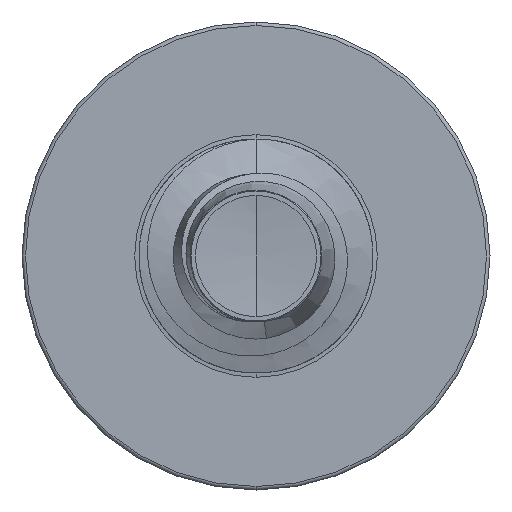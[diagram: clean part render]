
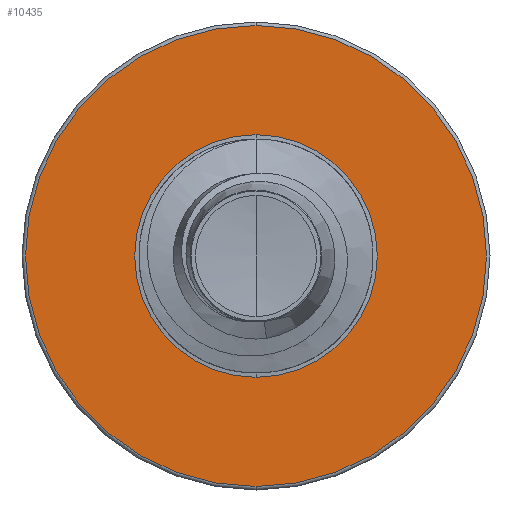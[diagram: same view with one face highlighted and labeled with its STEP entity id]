
A CAD part, front view. The second image highlights one B-rep face of the part: STEP entity #10435.
In plain terms, the highlighted planar face has unit normal (0, -1, 0).
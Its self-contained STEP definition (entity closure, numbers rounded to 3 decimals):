
#39 = EDGE_CURVE ( 'NONE', #1903, #5922, #4598, .T. ) ;
#84 = DIRECTION ( 'NONE',  ( 0., 0., 1. ) ) ;
#254 = CARTESIAN_POINT ( 'NONE',  ( 0., 10., 2.463 ) ) ;
#289 = VERTEX_POINT ( 'NONE', #4744 ) ;
#410 = EDGE_CURVE ( 'NONE', #289, #9250, #5277, .T. ) ;
#459 = DIRECTION ( 'NONE',  ( 0., 1., 0. ) ) ;
#523 = DIRECTION ( 'NONE',  ( 0., 0., 1. ) ) ;
#528 = CARTESIAN_POINT ( 'NONE',  ( 0., 10., 0. ) ) ;
#535 = ORIENTED_EDGE ( 'NONE', *, *, #1206, .F. ) ;
#641 = DIRECTION ( 'NONE',  ( 0., 1., 0. ) ) ;
#656 = DIRECTION ( 'NONE',  ( 0., 0., 1. ) ) ;
#1056 = ORIENTED_EDGE ( 'NONE', *, *, #410, .T. ) ;
#1206 = EDGE_CURVE ( 'NONE', #5922, #1903, #12985, .T. ) ;
#1208 = CIRCLE ( 'NONE', #14965, 1.296 ) ;
#1348 = EDGE_LOOP ( 'NONE', ( #2222, #1056 ) ) ;
#1390 = ORIENTED_EDGE ( 'NONE', *, *, #39, .F. ) ;
#1420 = CARTESIAN_POINT ( 'NONE',  ( 0., 10., 0. ) ) ;
#1470 = AXIS2_PLACEMENT_3D ( 'NONE', #1420, #3248, #6405 ) ;
#1903 = VERTEX_POINT ( 'NONE', #254 ) ;
#2041 = AXIS2_PLACEMENT_3D ( 'NONE', #528, #459, #523 ) ;
#2063 = CARTESIAN_POINT ( 'NONE',  ( 0., 10., 1.296 ) ) ;
#2222 = ORIENTED_EDGE ( 'NONE', *, *, #14305, .T. ) ;
#2468 = FACE_BOUND ( 'NONE', #1348, .T. ) ;
#2569 = CARTESIAN_POINT ( 'NONE',  ( 0., 10., 0. ) ) ;
#3248 = DIRECTION ( 'NONE',  ( 0., 1., 0. ) ) ;
#4598 = CIRCLE ( 'NONE', #1470, 2.462 ) ;
#4744 = CARTESIAN_POINT ( 'NONE',  ( 0., 10., -1.296 ) ) ;
#4902 = CARTESIAN_POINT ( 'NONE',  ( 0., 10., 0. ) ) ;
#5277 = CIRCLE ( 'NONE', #10814, 1.296 ) ;
#5922 = VERTEX_POINT ( 'NONE', #9696 ) ;
#6196 = DIRECTION ( 'NONE',  ( 0., 0., 1. ) ) ;
#6405 = DIRECTION ( 'NONE',  ( 0., 0., 1. ) ) ;
#7857 = DIRECTION ( 'NONE',  ( 0., 1., 0. ) ) ;
#9250 = VERTEX_POINT ( 'NONE', #2063 ) ;
#9696 = CARTESIAN_POINT ( 'NONE',  ( 0., 10., -2.462 ) ) ;
#10292 = CARTESIAN_POINT ( 'NONE',  ( 0., 10., -1.296 ) ) ;
#10435 = ADVANCED_FACE ( 'NONE', ( #12084, #2468 ), #15108, .F. ) ;
#10814 = AXIS2_PLACEMENT_3D ( 'NONE', #2569, #641, #656 ) ;
#12084 = FACE_OUTER_BOUND ( 'NONE', #13317, .T. ) ;
#12390 = AXIS2_PLACEMENT_3D ( 'NONE', #10292, #7857, #84 ) ;
#12985 = CIRCLE ( 'NONE', #2041, 2.462 ) ;
#13317 = EDGE_LOOP ( 'NONE', ( #1390, #535 ) ) ;
#13530 = DIRECTION ( 'NONE',  ( 0., 1., 0. ) ) ;
#14305 = EDGE_CURVE ( 'NONE', #9250, #289, #1208, .T. ) ;
#14965 = AXIS2_PLACEMENT_3D ( 'NONE', #4902, #13530, #6196 ) ;
#15108 = PLANE ( 'NONE',  #12390 ) ;
